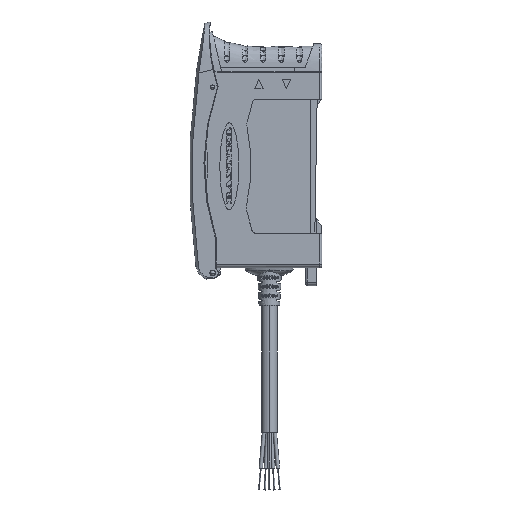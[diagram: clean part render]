
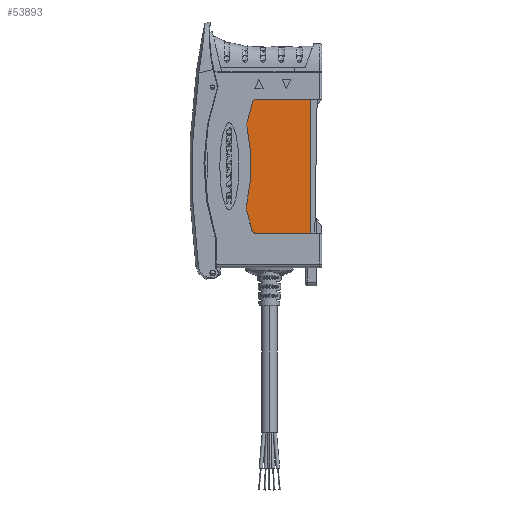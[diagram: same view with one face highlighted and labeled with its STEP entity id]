
A CAD part, left-side view. The second image highlights one B-rep face of the part: STEP entity #53893.
In plain terms, the highlighted planar face has unit normal (-1, 0, 0).
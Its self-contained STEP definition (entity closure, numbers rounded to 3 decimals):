
#19605=DIRECTION('',(0.,-1.,0.));
#19606=VECTOR('',#19605,15.079);
#19607=CARTESIAN_POINT('',(-4.8,18.321,-44.642));
#19608=LINE('',#19607,#19606);
#19609=CARTESIAN_POINT('',(-4.8,18.321,-43.6));
#19610=DIRECTION('',(-1.,0.,0.));
#19611=DIRECTION('',(0.,0.966,-0.259));
#19612=AXIS2_PLACEMENT_3D('',#19609,#19610,#19611);
#19614=DIRECTION('',(0.,-0.259,-0.966));
#19615=VECTOR('',#19614,5.676);
#19616=CARTESIAN_POINT('',(-4.8,20.796,-38.387));
#19617=LINE('',#19616,#19615);
#19618=CARTESIAN_POINT('',(-4.8,17.858,-37.6));
#19619=DIRECTION('',(-1.,0.,0.));
#19620=DIRECTION('',(0.,0.975,0.224));
#19621=AXIS2_PLACEMENT_3D('',#19618,#19619,#19620);
#19623=CARTESIAN_POINT('',(-4.8,69.515,-25.745));
#19624=DIRECTION('',(1.,0.,0.));
#19625=DIRECTION('',(0.,-0.978,0.21));
#19626=AXIS2_PLACEMENT_3D('',#19623,#19624,#19625);
#19628=CARTESIAN_POINT('',(-4.8,17.7,-14.6));
#19629=DIRECTION('',(-1.,0.,0.));
#19630=DIRECTION('',(0.,0.966,0.259));
#19631=AXIS2_PLACEMENT_3D('',#19628,#19629,#19630);
#19633=DIRECTION('',(0.,0.259,-0.966));
#19634=VECTOR('',#19633,5.676);
#19635=CARTESIAN_POINT('',(-4.8,19.169,-8.33));
#19636=LINE('',#19635,#19634);
#19637=CARTESIAN_POINT('',(-4.8,18.163,-8.6));
#19638=DIRECTION('',(-1.,0.,0.));
#19639=DIRECTION('',(0.,0.,1.));
#19640=AXIS2_PLACEMENT_3D('',#19637,#19638,#19639);
#19642=DIRECTION('',(0.,1.,0.));
#19643=VECTOR('',#19642,14.921);
#19644=CARTESIAN_POINT('',(-4.8,3.242,-7.558));
#19645=LINE('',#19644,#19643);
#19650=DIRECTION('',(0.,0.,-1.));
#19651=VECTOR('',#19650,37.084);
#19652=CARTESIAN_POINT('',(-4.8,3.242,-7.558));
#19653=LINE('',#19652,#19651);
#24459=CARTESIAN_POINT('',(-4.8,20.638,-13.813));
#24460=CARTESIAN_POINT('',(-4.8,20.674,-15.24));
#24461=VERTEX_POINT('',#24459);
#24462=VERTEX_POINT('',#24460);
#24463=CARTESIAN_POINT('',(-4.8,20.823,-36.92));
#24464=VERTEX_POINT('',#24463);
#24465=CARTESIAN_POINT('',(-4.8,20.796,-38.387));
#24466=VERTEX_POINT('',#24465);
#24467=CARTESIAN_POINT('',(-4.8,19.327,-43.87));
#24468=VERTEX_POINT('',#24467);
#24469=CARTESIAN_POINT('',(-4.8,18.321,-44.642));
#24470=VERTEX_POINT('',#24469);
#24471=CARTESIAN_POINT('',(-4.8,18.163,-7.558));
#24472=CARTESIAN_POINT('',(-4.8,19.169,-8.33));
#24473=VERTEX_POINT('',#24471);
#24474=VERTEX_POINT('',#24472);
#24509=CARTESIAN_POINT('',(-4.8,3.242,-7.558));
#24510=CARTESIAN_POINT('',(-4.8,3.242,-44.642));
#24511=VERTEX_POINT('',#24509);
#24512=VERTEX_POINT('',#24510);
#53875=CARTESIAN_POINT('',(-4.8,0.,0.));
#53876=DIRECTION('',(-1.,0.,0.));
#53877=DIRECTION('',(0.,0.,1.));
#53878=AXIS2_PLACEMENT_3D('',#53875,#53876,#53877);
#53879=PLANE('',#53878);
#53881=ORIENTED_EDGE('',*,*,#53880,.T.);
#53882=ORIENTED_EDGE('',*,*,#53661,.F.);
#53883=ORIENTED_EDGE('',*,*,#53786,.F.);
#53884=ORIENTED_EDGE('',*,*,#53800,.F.);
#53885=ORIENTED_EDGE('',*,*,#53814,.F.);
#53886=ORIENTED_EDGE('',*,*,#53828,.F.);
#53887=ORIENTED_EDGE('',*,*,#53842,.F.);
#53888=ORIENTED_EDGE('',*,*,#53856,.F.);
#53889=ORIENTED_EDGE('',*,*,#53869,.F.);
#53890=ORIENTED_EDGE('',*,*,#27226,.F.);
#53891=EDGE_LOOP('',(#53881,#53882,#53883,#53884,#53885,#53886,#53887,#53888,
#53889,#53890));
#53892=FACE_OUTER_BOUND('',#53891,.F.);
#53893=ADVANCED_FACE('',(#53892),#53879,.T.);
#19613=CIRCLE('',#19612,1.042);
#19622=CIRCLE('',#19621,3.042);
#19627=CIRCLE('',#19626,49.958);
#19632=CIRCLE('',#19631,3.042);
#19641=CIRCLE('',#19640,1.042);
#27226=EDGE_CURVE('',#24511,#24473,#19645,.T.);
#53661=EDGE_CURVE('',#24470,#24512,#19608,.T.);
#53786=EDGE_CURVE('',#24468,#24470,#19613,.T.);
#53800=EDGE_CURVE('',#24466,#24468,#19617,.T.);
#53814=EDGE_CURVE('',#24464,#24466,#19622,.T.);
#53828=EDGE_CURVE('',#24462,#24464,#19627,.T.);
#53842=EDGE_CURVE('',#24461,#24462,#19632,.T.);
#53856=EDGE_CURVE('',#24474,#24461,#19636,.T.);
#53869=EDGE_CURVE('',#24473,#24474,#19641,.T.);
#53880=EDGE_CURVE('',#24511,#24512,#19653,.T.);
